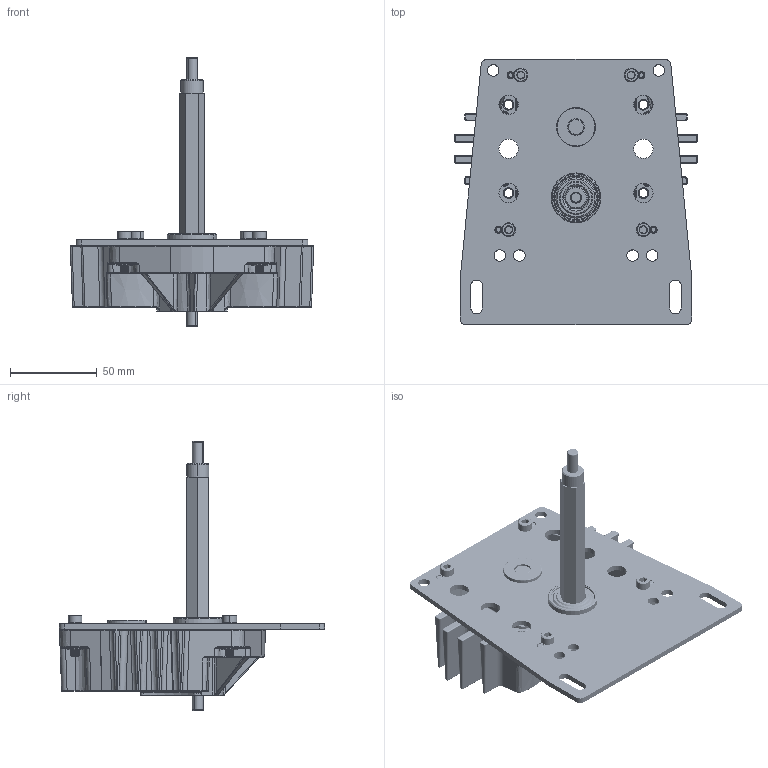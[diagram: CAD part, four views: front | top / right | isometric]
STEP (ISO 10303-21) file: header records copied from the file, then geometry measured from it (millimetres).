
FILE_DESCRIPTION (( 'STEP AP214' ), '1' );
FILE_NAME ('ToughBox Mini S AM14U Shaft Flat Plate.STEP', '2023-01-04T19:39:50', ( '' ), ( '' ), 'SwSTEP 2.0', 'SolidWorks 2022', '' );
FILE_SCHEMA (( 'AUTOMOTIVE_DESIGN' ));
Length unit declared in the file: inch
Products named in the file (15): am-0152 ToughBox Small Cluster Shaft; ToughBox Mini S Configurable Shafts_AM14U Shaft; am-2986 FR8ZZ Hex Bearing; am-1047 10-32 x 0750 SHCS_90128A945; am-0028 3-8 ID Flanged Bearing; 250x1000_dowel; am-1042 10-32 Nylock Nut_90631A411; am-4722 ToughBox E AM14U5 Length Hex Output Shaft; am-0516 3-8 in ID 7-8 in OD Shielded Ball Bearing R6ZZ_60355K45; am-4722 am-4722_pin am-4722_mag ToughBox E AM14U5 Length Hex Output Shaft_Both Pins; am-2230 ToughBox Mini Flat Shaft Plate; ToughBox Mini Housing; ToughBox Mini S AM14U Shaft Flat Plate; ToughBox Mini S Configurable Base; am-0206 1-2 in Shaft External Klipring_97431A340
Assembly tree (22 placements, depth 4):
  ToughBox Mini S AM14U Shaft Flat Plate
    ToughBox Mini S Configurable Shafts_AM14U Shaft
      ToughBox Mini S Configurable Base
        ToughBox Mini Housing
        am-1042 10-32 Nylock Nut_90631A411  x4
        am-1047 10-32 x 0750 SHCS_90128A945  x4
        am-0152 ToughBox Small Cluster Shaft
        am-0516 3-8 in ID 7-8 in OD Shielded Ball Bearing R6ZZ_60355K45  x2
        am-0028 3-8 ID Flanged Bearing
        am-2986 FR8ZZ Hex Bearing
      am-0206 1-2 in Shaft External Klipring_97431A340
      am-4722 am-4722_pin am-4722_mag ToughBox E AM14U5 Length Hex Output Shaft_Both Pins
        am-4722 ToughBox E AM14U5 Length Hex Output Shaft
        250x1000_dowel  x2
    am-2230 ToughBox Mini Flat Shaft Plate
Bounding box: 139.88 x 152.4 x 155 mm (x, y, z)
Volume: 174581.9 mm3; surface area: 119050.1 mm2
Topology: 49 solids, 49 shells, 2532 faces, 6079 edges, 3608 vertices
Faces by surface type: cylinder 1074, bspline 673, cone 349, plane 344, torus 52, sphere 40
Entity records: 73554 total; most frequent: CARTESIAN_POINT 35914, ORIENTED_EDGE 8382, DIRECTION 6757, EDGE_CURVE 4191, AXIS2_PLACEMENT_3D 2706, VERTEX_POINT 2459, EDGE_LOOP 1932, FACE_OUTER_BOUND 1811
